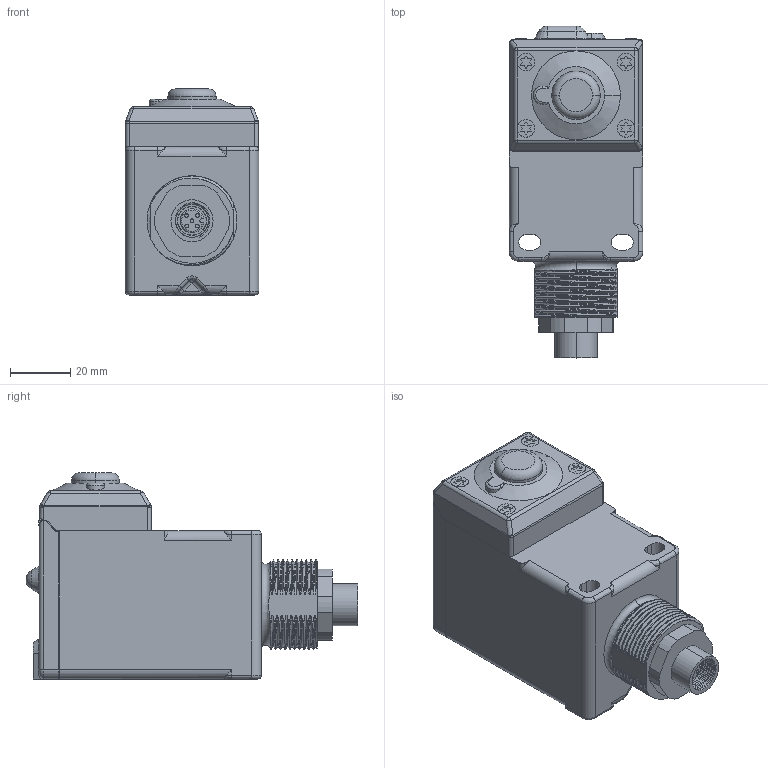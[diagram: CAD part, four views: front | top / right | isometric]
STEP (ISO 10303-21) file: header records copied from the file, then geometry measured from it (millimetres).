
FILE_DESCRIPTION((''),'2;1');
FILE_NAME('193163_ASM','2016-07-11T',('PDMAdmin'),(''),'PRO/ENGINEER BY PARAMETRIC TECHNOLOGY CORPORATION, 2016010','PRO/ENGINEER BY PARAMETRIC TECHNOLOGY CORPORATION, 2016010','');
FILE_SCHEMA(('CONFIG_CONTROL_DESIGN'));
Products named in the file (15): 165145; 165144_AF0; 179857_ASM; 159269; 179858_ASM; 153158; 14840; 35813; 160408_ASM; 122677; 145997_HSG; 306-00249; 145998_ASM; FLAT_TORX; 193163_ASM
Assembly tree (21 placements, depth 4):
  193163_ASM
    165145
    179858_ASM
      179857_ASM
        165144_AF0
      159269
    160408_ASM
      153158
      14840
      35813
    122677
    145998_ASM
      145997_HSG
      306-00249  x5
    FLAT_TORX  x4
Bounding box: 44.45 x 110.58 x 68.64 mm (x, y, z)
Volume: 82706.9 mm3; surface area: 58681.5 mm2
Topology: 17 solids, 17 shells, 1599 faces, 4066 edges, 2527 vertices
Faces by surface type: plane 625, cylinder 588, bspline 171, torus 106, cone 64, sphere 45
Entity records: 60476 total; most frequent: CARTESIAN_POINT 28818, ORIENTED_EDGE 6720, DIRECTION 6330, EDGE_CURVE 3360, AXIS2_PLACEMENT_3D 2269, VERTEX_POINT 2105, VECTOR 1792, LINE 1792
